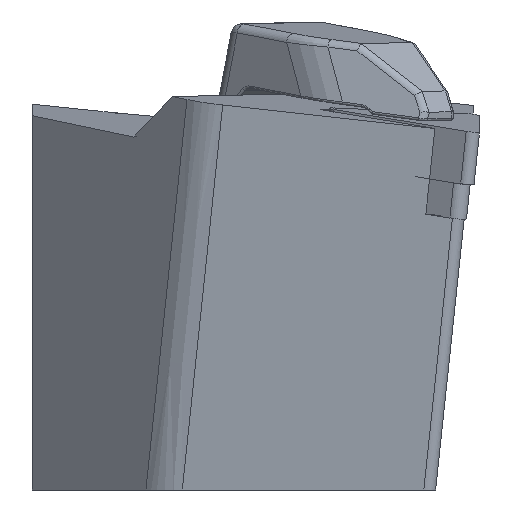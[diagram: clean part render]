
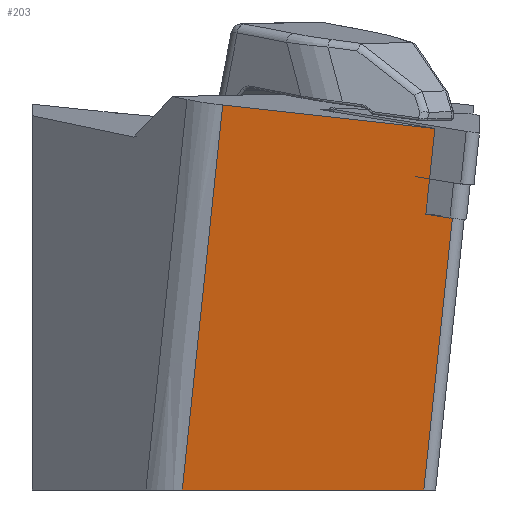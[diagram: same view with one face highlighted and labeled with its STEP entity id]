
A CAD part, left-side view. The second image highlights one B-rep face of the part: STEP entity #203.
In plain terms, the highlighted planar face has unit normal (-0.993, 0.063, -0.098).
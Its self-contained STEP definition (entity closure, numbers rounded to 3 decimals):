
#203=ADVANCED_FACE('',(#374),#324,.F.);
#324=PLANE('',#2090);
#374=FACE_OUTER_BOUND('',#489,.T.);
#489=EDGE_LOOP('',(#992,#993,#994,#995,#996,#997,#998));
#620=LINE('',#2930,#786);
#625=LINE('',#2947,#791);
#643=LINE('',#2983,#809);
#644=LINE('',#2986,#810);
#645=LINE('',#2987,#811);
#646=LINE('',#2989,#812);
#647=LINE('',#2991,#813);
#786=VECTOR('',#2320,1.);
#791=VECTOR('',#2329,1.);
#809=VECTOR('',#2357,1.);
#810=VECTOR('',#2358,1.);
#811=VECTOR('',#2359,1.);
#812=VECTOR('',#2360,1.);
#813=VECTOR('',#2361,1.);
#992=ORIENTED_EDGE('',*,*,#1757,.T.);
#993=ORIENTED_EDGE('',*,*,#1758,.T.);
#994=ORIENTED_EDGE('',*,*,#1732,.T.);
#995=ORIENTED_EDGE('',*,*,#1739,.F.);
#996=ORIENTED_EDGE('',*,*,#1759,.T.);
#997=ORIENTED_EDGE('',*,*,#1760,.F.);
#998=ORIENTED_EDGE('',*,*,#1761,.F.);
#1543=VERTEX_POINT('',#2926);
#1544=VERTEX_POINT('',#2929);
#1550=VERTEX_POINT('',#2946);
#1564=VERTEX_POINT('',#2984);
#1565=VERTEX_POINT('',#2985);
#1566=VERTEX_POINT('',#2988);
#1567=VERTEX_POINT('',#2990);
#1732=EDGE_CURVE('',#1543,#1544,#620,.T.);
#1739=EDGE_CURVE('',#1550,#1544,#625,.T.);
#1757=EDGE_CURVE('',#1564,#1565,#643,.T.);
#1758=EDGE_CURVE('',#1565,#1543,#644,.T.);
#1759=EDGE_CURVE('',#1550,#1566,#645,.T.);
#1760=EDGE_CURVE('',#1567,#1566,#646,.T.);
#1761=EDGE_CURVE('',#1564,#1567,#647,.T.);
#2090=AXIS2_PLACEMENT_3D('',#2992,#2362,#2363);
#2320=DIRECTION('',(-0.105,-0.104,0.989));
#2329=DIRECTION('',(-0.052,-0.993,-0.11));
#2357=DIRECTION('',(0.052,0.993,0.11));
#2358=DIRECTION('',(-0.105,-0.104,0.989));
#2359=DIRECTION('',(0.105,0.104,-0.989));
#2360=DIRECTION('',(0.063,0.998,0.));
#2361=DIRECTION('',(0.105,0.104,-0.989));
#2362=DIRECTION('',(0.993,-0.063,0.098));
#2363=DIRECTION('',(0.099,0.,-0.995));
#2926=CARTESIAN_POINT('',(2.176,-35.529,-4.166));
#2929=CARTESIAN_POINT('',(1.699,-36.004,0.347));
#2930=CARTESIAN_POINT('',(1.463,-36.238,2.579));
#2946=CARTESIAN_POINT('',(2.694,-17.027,2.446));
#2947=CARTESIAN_POINT('',(1.574,-38.387,0.083));
#2983=CARTESIAN_POINT('',(2.383,-37.582,-7.575));
#2984=CARTESIAN_POINT('',(2.383,-37.582,-7.575));
#2985=CARTESIAN_POINT('',(2.508,-35.199,-7.312));
#2986=CARTESIAN_POINT('',(1.463,-36.238,2.579));
#2987=CARTESIAN_POINT('',(6.854,-12.889,-36.922));
#2988=CARTESIAN_POINT('',(6.334,-13.407,-32.));
#2989=CARTESIAN_POINT('',(5.016,-34.204,-32.));
#2990=CARTESIAN_POINT('',(4.964,-35.015,-32.));
#2991=CARTESIAN_POINT('',(5.734,-34.25,-39.285));
#2992=CARTESIAN_POINT('',(5.734,-34.25,-39.285));
